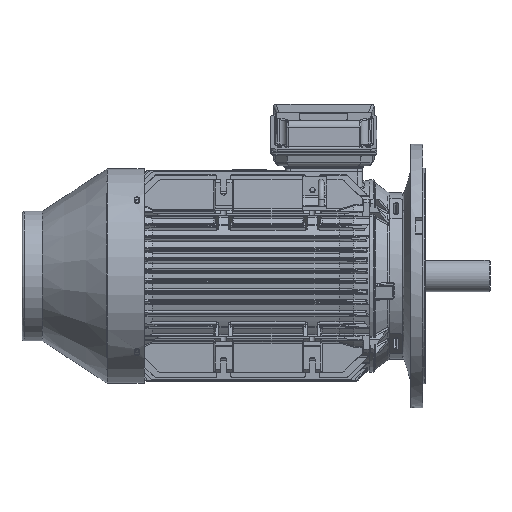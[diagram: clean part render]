
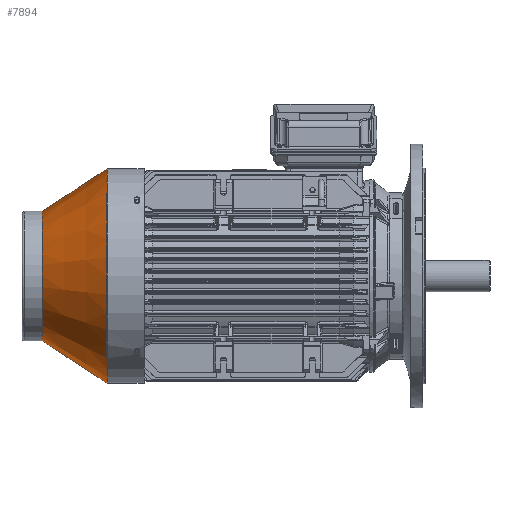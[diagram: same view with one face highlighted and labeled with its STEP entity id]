
A CAD part, left-side view. The second image highlights one B-rep face of the part: STEP entity #7894.
In plain terms, the highlighted conical face has half-angle 33.201 degrees and reference radius 224.1 mm.
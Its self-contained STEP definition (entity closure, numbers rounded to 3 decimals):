
#7894 = ADVANCED_FACE( '', ( #19319, #19320 ), #19321, .T. );
#19319 = FACE_OUTER_BOUND( '', #61176, .T. );
#19320 = FACE_BOUND( '', #61177, .T. );
#19321 = CONICAL_SURFACE( '', #61178, 224.1, 0.579 );
#61176 = EDGE_LOOP( '', ( #137870 ) );
#61177 = EDGE_LOOP( '', ( #137871 ) );
#61178 = AXIS2_PLACEMENT_3D( '', #137872, #137873, #137874 );
#137870 = ORIENTED_EDGE( '', *, *, #174439, .F. );
#137871 = ORIENTED_EDGE( '', *, *, #174762, .F. );
#137872 = CARTESIAN_POINT( '', ( 0., 547., 0. ) );
#137873 = DIRECTION( '', ( 0., -1., 0. ) );
#137874 = DIRECTION( '', ( 0., 0., -1. ) );
#174439 = EDGE_CURVE( '', #197073, #197073, #197074, .F. );
#174762 = EDGE_CURVE( '', #197553, #197553, #197554, .T. );
#197073 = VERTEX_POINT( '', #259638 );
#197074 = CIRCLE( '', #259639, 224.1 );
#197553 = VERTEX_POINT( '', #261652 );
#197554 = CIRCLE( '', #261653, 135.1 );
#259638 = CARTESIAN_POINT( '', ( 0., 547., 224.1 ) );
#259639 = AXIS2_PLACEMENT_3D( '', #318582, #318583, #318584 );
#261652 = CARTESIAN_POINT( '', ( 0., 683., 135.1 ) );
#261653 = AXIS2_PLACEMENT_3D( '', #318928, #318929, #318930 );
#318582 = CARTESIAN_POINT( '', ( 0., 547., 0. ) );
#318583 = DIRECTION( '', ( 0., 1., 0. ) );
#318584 = DIRECTION( '', ( 0., 0., 1. ) );
#318928 = CARTESIAN_POINT( '', ( 0., 683., 0. ) );
#318929 = DIRECTION( '', ( 0., 1., 0. ) );
#318930 = DIRECTION( '', ( 0., 0., 1. ) );
